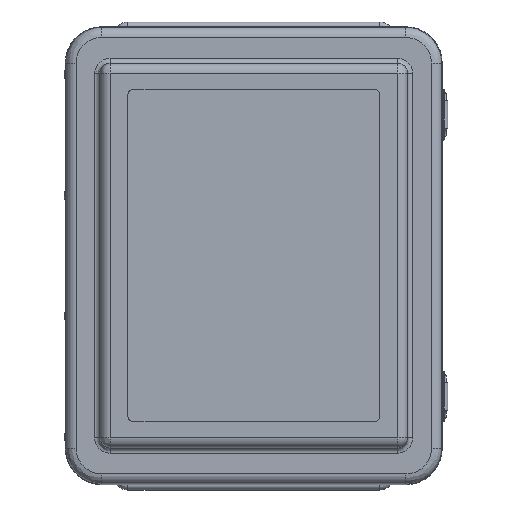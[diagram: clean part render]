
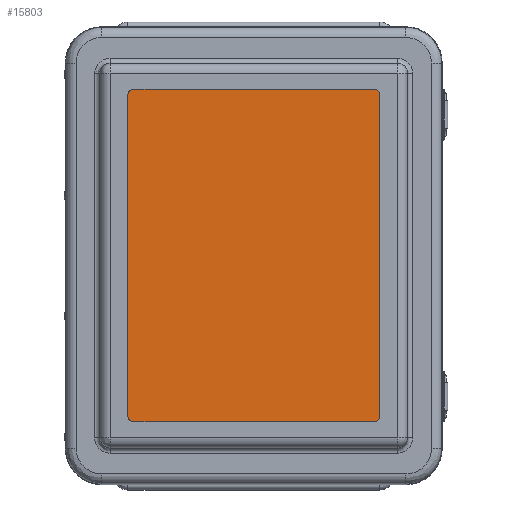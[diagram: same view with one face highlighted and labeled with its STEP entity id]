
A CAD part, top view. The second image highlights one B-rep face of the part: STEP entity #15803.
In plain terms, the highlighted planar face has unit normal (0, 0, 1).
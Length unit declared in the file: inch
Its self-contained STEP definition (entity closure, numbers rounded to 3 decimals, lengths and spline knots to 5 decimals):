
#54 = AXIS2_PLACEMENT_3D ( 'NONE', #22614, #6541, #18322 ) ;
#762 = ORIENTED_EDGE ( 'NONE', *, *, #38231, .F. ) ;
#815 = EDGE_CURVE ( 'NONE', #8353, #3964, #19741, .T. ) ;
#895 = CIRCLE ( 'NONE', #30017, 0.125 ) ;
#1638 = VERTEX_POINT ( 'NONE', #29231 ) ;
#1808 = DIRECTION ( 'NONE',  ( -1., 0., 0. ) ) ;
#2417 = LINE ( 'NONE', #34831, #24414 ) ;
#3129 = DIRECTION ( 'NONE',  ( -1., 0., 0. ) ) ;
#3964 = VERTEX_POINT ( 'NONE', #36317 ) ;
#4506 = AXIS2_PLACEMENT_3D ( 'NONE', #48953, #48259, #23551 ) ;
#6482 = EDGE_CURVE ( 'NONE', #13774, #6605, #35688, .T. ) ;
#6541 = DIRECTION ( 'NONE',  ( 0., 0., -1. ) ) ;
#6605 = VERTEX_POINT ( 'NONE', #43096 ) ;
#8353 = VERTEX_POINT ( 'NONE', #50589 ) ;
#8768 = ORIENTED_EDGE ( 'NONE', *, *, #49280, .F. ) ;
#8944 = DIRECTION ( 'NONE',  ( 0., 0., -1. ) ) ;
#11716 = ORIENTED_EDGE ( 'NONE', *, *, #30815, .F. ) ;
#12132 = ORIENTED_EDGE ( 'NONE', *, *, #815, .F. ) ;
#13774 = VERTEX_POINT ( 'NONE', #52400 ) ;
#14186 = VERTEX_POINT ( 'NONE', #33839 ) ;
#14605 = VECTOR ( 'NONE', #15786, 39.37008 ) ;
#15786 = DIRECTION ( 'NONE',  ( 0., -1., 0. ) ) ;
#15803 = ADVANCED_FACE ( 'NONE', ( #48964 ), #48774, .T. ) ;
#16312 = DIRECTION ( 'NONE',  ( -1., 0., 0. ) ) ;
#18322 = DIRECTION ( 'NONE',  ( -1., 0., 0. ) ) ;
#19741 = LINE ( 'NONE', #35834, #14605 ) ;
#20208 = ORIENTED_EDGE ( 'NONE', *, *, #32947, .F. ) ;
#20693 = CARTESIAN_POINT ( 'NONE',  ( 2.9995, 4.125, 2.57859 ) ) ;
#22324 = DIRECTION ( 'NONE',  ( 0., 1., 0. ) ) ;
#22374 = EDGE_CURVE ( 'NONE', #14186, #49593, #34362, .T. ) ;
#22614 = CARTESIAN_POINT ( 'NONE',  ( -3.0005, 4., 2.57859 ) ) ;
#23551 = DIRECTION ( 'NONE',  ( 1., 0., 0. ) ) ;
#24414 = VECTOR ( 'NONE', #22324, 39.37008 ) ;
#24574 = DIRECTION ( 'NONE',  ( 0., 0., -1. ) ) ;
#25187 = DIRECTION ( 'NONE',  ( 0., 0., -1. ) ) ;
#27058 = AXIS2_PLACEMENT_3D ( 'NONE', #33682, #25187, #1808 ) ;
#27185 = ORIENTED_EDGE ( 'NONE', *, *, #22374, .F. ) ;
#28410 = CARTESIAN_POINT ( 'NONE',  ( -3.0005, -4.125, 2.57859 ) ) ;
#29231 = CARTESIAN_POINT ( 'NONE',  ( 2.9995, -4.125, 2.57859 ) ) ;
#30017 = AXIS2_PLACEMENT_3D ( 'NONE', #41049, #24574, #16312 ) ;
#30815 = EDGE_CURVE ( 'NONE', #3964, #1638, #895, .T. ) ;
#31793 = VECTOR ( 'NONE', #3129, 39.37008 ) ;
#32947 = EDGE_CURVE ( 'NONE', #1638, #13774, #39630, .T. ) ;
#33563 = DIRECTION ( 'NONE',  ( 1., 0., 0. ) ) ;
#33682 = CARTESIAN_POINT ( 'NONE',  ( -3.0005, -4., 2.57859 ) ) ;
#33839 = CARTESIAN_POINT ( 'NONE',  ( -3.1255, 4., 2.57859 ) ) ;
#34362 = CIRCLE ( 'NONE', #54, 0.125 ) ;
#34831 = CARTESIAN_POINT ( 'NONE',  ( -3.1255, 4., 2.57859 ) ) ;
#35484 = EDGE_LOOP ( 'NONE', ( #12132, #8768, #43313, #27185, #762, #49385, #20208, #11716 ) ) ;
#35688 = CIRCLE ( 'NONE', #27058, 0.125 ) ;
#35834 = CARTESIAN_POINT ( 'NONE',  ( 3.1245, -4., 2.57859 ) ) ;
#36317 = CARTESIAN_POINT ( 'NONE',  ( 3.1245, -4., 2.57859 ) ) ;
#36488 = CARTESIAN_POINT ( 'NONE',  ( 2.9995, 4.125, 2.57859 ) ) ;
#38231 = EDGE_CURVE ( 'NONE', #6605, #14186, #2417, .T. ) ;
#39630 = LINE ( 'NONE', #28410, #31793 ) ;
#41049 = CARTESIAN_POINT ( 'NONE',  ( 2.9995, -4., 2.57859 ) ) ;
#41319 = CARTESIAN_POINT ( 'NONE',  ( 2.9995, 4., 2.57859 ) ) ;
#43096 = CARTESIAN_POINT ( 'NONE',  ( -3.1255, -4., 2.57859 ) ) ;
#43313 = ORIENTED_EDGE ( 'NONE', *, *, #47774, .F. ) ;
#43388 = CIRCLE ( 'NONE', #50763, 0.125 ) ;
#45523 = DIRECTION ( 'NONE',  ( -1., 0., 0. ) ) ;
#46310 = VECTOR ( 'NONE', #33563, 39.37008 ) ;
#47573 = VERTEX_POINT ( 'NONE', #36488 ) ;
#47676 = CARTESIAN_POINT ( 'NONE',  ( -3.0005, 4.125, 2.57859 ) ) ;
#47774 = EDGE_CURVE ( 'NONE', #49593, #47573, #49531, .T. ) ;
#48259 = DIRECTION ( 'NONE',  ( 0., 0., 1. ) ) ;
#48774 = PLANE ( 'NONE',  #4506 ) ;
#48953 = CARTESIAN_POINT ( 'NONE',  ( -0.0005, 0., 2.57859 ) ) ;
#48964 = FACE_OUTER_BOUND ( 'NONE', #35484, .T. ) ;
#49280 = EDGE_CURVE ( 'NONE', #47573, #8353, #43388, .T. ) ;
#49385 = ORIENTED_EDGE ( 'NONE', *, *, #6482, .F. ) ;
#49531 = LINE ( 'NONE', #20693, #46310 ) ;
#49593 = VERTEX_POINT ( 'NONE', #47676 ) ;
#50589 = CARTESIAN_POINT ( 'NONE',  ( 3.1245, 4., 2.57859 ) ) ;
#50763 = AXIS2_PLACEMENT_3D ( 'NONE', #41319, #8944, #45523 ) ;
#52400 = CARTESIAN_POINT ( 'NONE',  ( -3.0005, -4.125, 2.57859 ) ) ;
